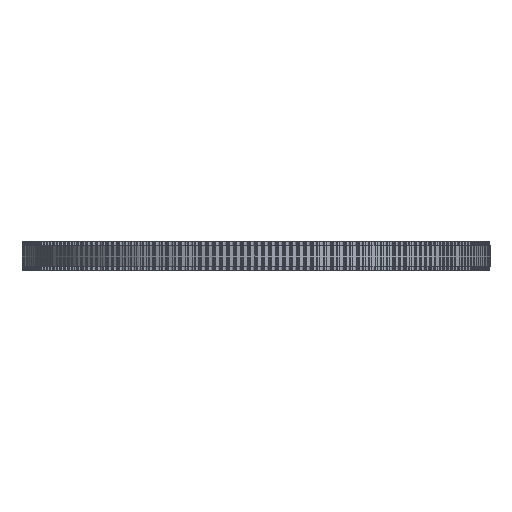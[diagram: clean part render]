
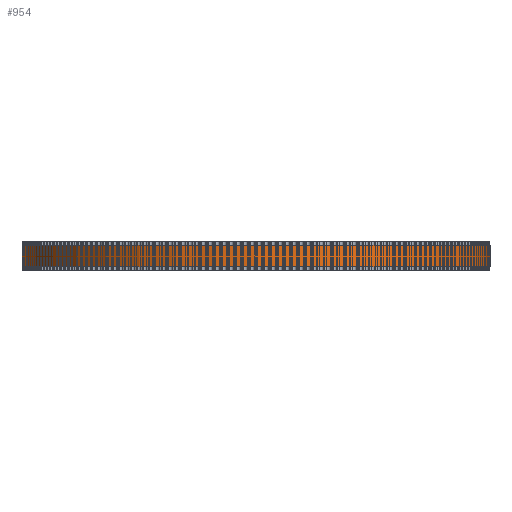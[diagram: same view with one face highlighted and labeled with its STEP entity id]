
A CAD part, front view. The second image highlights one B-rep face of the part: STEP entity #954.
In plain terms, the highlighted cylindrical face has radius 66.209 mm (diameter 132.417 mm), a full revolution.
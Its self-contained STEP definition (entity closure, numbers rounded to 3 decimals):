
#97=FACE_BOUND('',#3456,.T.);
#98=FACE_BOUND('',#3457,.T.);
#954=ADVANCED_FACE('',(#97,#98),#1787,.T.);
#1787=CYLINDRICAL_SURFACE('',#18447,66.208);
#3456=EDGE_LOOP('',(#10114));
#3457=EDGE_LOOP('',(#10115));
#10114=ORIENTED_EDGE('',*,*,#14278,.T.);
#10115=ORIENTED_EDGE('',*,*,#14279,.T.);
#11780=VERTEX_POINT('',#29280);
#11781=VERTEX_POINT('',#29282);
#14278=EDGE_CURVE('',#11780,#11780,#15944,.T.);
#14279=EDGE_CURVE('',#11781,#11781,#15945,.T.);
#15944=CIRCLE('',#18445,66.208);
#15945=CIRCLE('',#18446,66.208);
#18445=AXIS2_PLACEMENT_3D('',#29279,#24278,#24279);
#18446=AXIS2_PLACEMENT_3D('',#29281,#24280,#24281);
#18447=AXIS2_PLACEMENT_3D('',#29283,#24282,#24283);
#24278=DIRECTION('',(0.,0.,1.));
#24279=DIRECTION('',(1.,0.,0.));
#24280=DIRECTION('',(0.,0.,-1.));
#24281=DIRECTION('',(1.,0.,0.));
#24282=DIRECTION('',(0.,0.,1.));
#24283=DIRECTION('',(1.,0.,0.));
#29279=CARTESIAN_POINT('',(0.,0.,1.));
#29280=CARTESIAN_POINT('',(66.208,0.,1.));
#29281=CARTESIAN_POINT('',(0.,0.,7.));
#29282=CARTESIAN_POINT('',(66.208,0.,7.));
#29283=CARTESIAN_POINT('',(0.,0.,1.));
